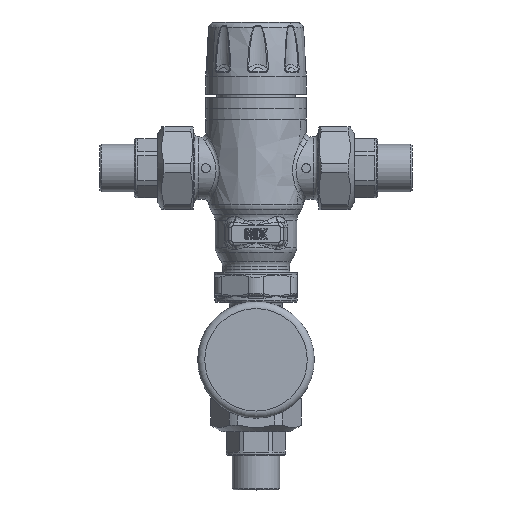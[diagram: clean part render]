
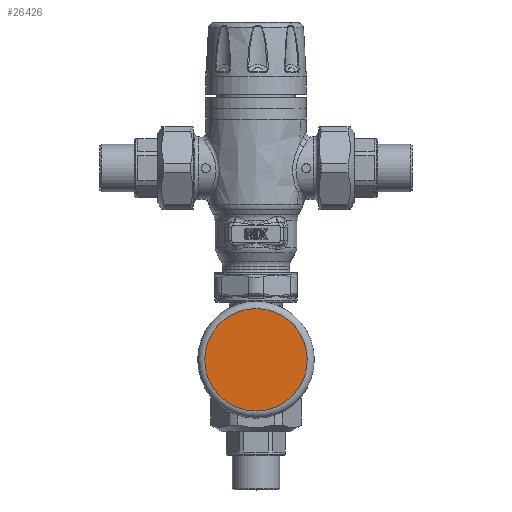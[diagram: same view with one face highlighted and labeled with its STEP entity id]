
A CAD part, top view. The second image highlights one B-rep face of the part: STEP entity #26426.
In plain terms, the highlighted planar face has unit normal (0, 0, 1).
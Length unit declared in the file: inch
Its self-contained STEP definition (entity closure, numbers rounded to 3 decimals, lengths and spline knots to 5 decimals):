
#1663=PLANE('',#29466);
#3366=FACE_OUTER_BOUND('',#5128,.T.);
#5128=EDGE_LOOP('',(#23155));
#6619=CIRCLE('',#29460,0.905);
#11824=VERTEX_POINT('',#104752);
#15599=EDGE_CURVE('',#11824,#11824,#6619,.T.);
#23155=ORIENTED_EDGE('',*,*,#15599,.F.);
#26426=ADVANCED_FACE('',(#3366),#1663,.T.);
#29460=AXIS2_PLACEMENT_3D('',#104753,#36302,#36303);
#29466=AXIS2_PLACEMENT_3D('',#104763,#36315,#36316);
#36302=DIRECTION('center_axis',(0.,0.,-1.));
#36303=DIRECTION('ref_axis',(-1.,0.,0.));
#36315=DIRECTION('center_axis',(0.,0.,1.));
#36316=DIRECTION('ref_axis',(1.,0.,0.));
#104752=CARTESIAN_POINT('',(-0.905,0.,0.41));
#104753=CARTESIAN_POINT('Origin',(0.,0.,0.41));
#104763=CARTESIAN_POINT('Origin',(0.,0.,0.41));
